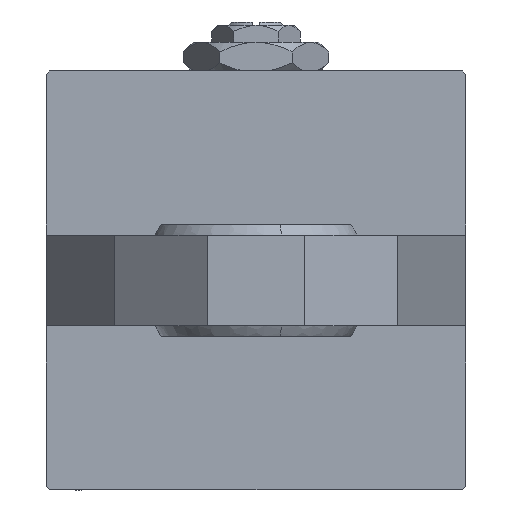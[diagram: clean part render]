
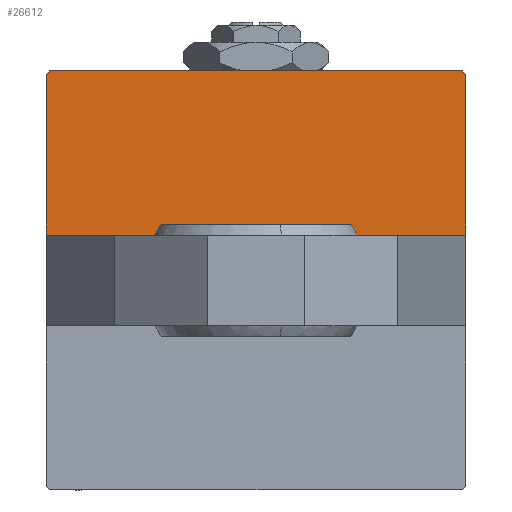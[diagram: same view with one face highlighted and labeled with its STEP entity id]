
A CAD part, left-side view. The second image highlights one B-rep face of the part: STEP entity #26612.
In plain terms, the highlighted planar face has unit normal (-1, 0, 0).
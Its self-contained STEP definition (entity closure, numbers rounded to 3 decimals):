
#1224 = VECTOR ( 'NONE', #47038, 1000. ) ;
#1555 = VECTOR ( 'NONE', #15797, 1000. ) ;
#3332 = CARTESIAN_POINT ( 'NONE',  ( 0., 6.5, -30. ) ) ;
#3894 = LINE ( 'NONE', #7588, #18803 ) ;
#6782 = CARTESIAN_POINT ( 'NONE',  ( 0., 6.5, 30. ) ) ;
#7588 = CARTESIAN_POINT ( 'NONE',  ( 0., 29.75, 29.75 ) ) ;
#8109 = CARTESIAN_POINT ( 'NONE',  ( 0., 30., 29.5 ) ) ;
#8857 = EDGE_CURVE ( 'NONE', #48826, #31674, #39397, .T. ) ;
#8906 = ORIENTED_EDGE ( 'NONE', *, *, #48777, .F. ) ;
#10045 = CARTESIAN_POINT ( 'NONE',  ( 0., 30., -29.5 ) ) ;
#10655 = EDGE_LOOP ( 'NONE', ( #8906, #16807, #14654, #33346, #29101, #36664 ) ) ;
#11955 = LINE ( 'NONE', #47485, #35621 ) ;
#12156 = AXIS2_PLACEMENT_3D ( 'NONE', #37126, #47951, #27948 ) ;
#14654 = ORIENTED_EDGE ( 'NONE', *, *, #21689, .T. ) ;
#15488 = CARTESIAN_POINT ( 'NONE',  ( 0., 30., 30. ) ) ;
#15797 = DIRECTION ( 'NONE',  ( 0., -1., 0. ) ) ;
#16087 = CARTESIAN_POINT ( 'NONE',  ( 0., 29.5, 30. ) ) ;
#16807 = ORIENTED_EDGE ( 'NONE', *, *, #41324, .F. ) ;
#16822 = LINE ( 'NONE', #28137, #1555 ) ;
#17111 = CARTESIAN_POINT ( 'NONE',  ( 0., 6.5, 30. ) ) ;
#18803 = VECTOR ( 'NONE', #47854, 1000. ) ;
#18996 = VERTEX_POINT ( 'NONE', #26119 ) ;
#19108 = DIRECTION ( 'NONE',  ( 0., -1., 0. ) ) ;
#19346 = DIRECTION ( 'NONE',  ( 0., -0.707, -0.707 ) ) ;
#21689 = EDGE_CURVE ( 'NONE', #32844, #48826, #3894, .T. ) ;
#22978 = EDGE_CURVE ( 'NONE', #31674, #18996, #11955, .T. ) ;
#26119 = CARTESIAN_POINT ( 'NONE',  ( 0., 29.5, -30. ) ) ;
#26466 = CARTESIAN_POINT ( 'NONE',  ( 0., 30., -30. ) ) ;
#26612 = ADVANCED_FACE ( 'NONE', ( #32926 ), #36102, .T. ) ;
#27189 = VECTOR ( 'NONE', #46533, 1000. ) ;
#27240 = LINE ( 'NONE', #26466, #45331 ) ;
#27948 = DIRECTION ( 'NONE',  ( 0., 0., 1. ) ) ;
#28137 = CARTESIAN_POINT ( 'NONE',  ( 0., 30., 30. ) ) ;
#29101 = ORIENTED_EDGE ( 'NONE', *, *, #22978, .T. ) ;
#30484 = LINE ( 'NONE', #6782, #27189 ) ;
#31674 = VERTEX_POINT ( 'NONE', #10045 ) ;
#32844 = VERTEX_POINT ( 'NONE', #16087 ) ;
#32926 = FACE_OUTER_BOUND ( 'NONE', #10655, .T. ) ;
#33346 = ORIENTED_EDGE ( 'NONE', *, *, #8857, .T. ) ;
#35621 = VECTOR ( 'NONE', #19346, 1000. ) ;
#36102 = PLANE ( 'NONE',  #12156 ) ;
#36664 = ORIENTED_EDGE ( 'NONE', *, *, #43965, .T. ) ;
#37126 = CARTESIAN_POINT ( 'NONE',  ( 0., 0., 0. ) ) ;
#37684 = VERTEX_POINT ( 'NONE', #17111 ) ;
#39397 = LINE ( 'NONE', #15488, #1224 ) ;
#41324 = EDGE_CURVE ( 'NONE', #32844, #37684, #16822, .T. ) ;
#41633 = VERTEX_POINT ( 'NONE', #3332 ) ;
#43965 = EDGE_CURVE ( 'NONE', #18996, #41633, #27240, .T. ) ;
#45331 = VECTOR ( 'NONE', #19108, 1000. ) ;
#46533 = DIRECTION ( 'NONE',  ( 0., 0., -1. ) ) ;
#47038 = DIRECTION ( 'NONE',  ( 0., 0., -1. ) ) ;
#47485 = CARTESIAN_POINT ( 'NONE',  ( 0., 29.75, -29.75 ) ) ;
#47854 = DIRECTION ( 'NONE',  ( 0., 0.707, -0.707 ) ) ;
#47951 = DIRECTION ( 'NONE',  ( -1., 0., 0. ) ) ;
#48777 = EDGE_CURVE ( 'NONE', #37684, #41633, #30484, .T. ) ;
#48826 = VERTEX_POINT ( 'NONE', #8109 ) ;
